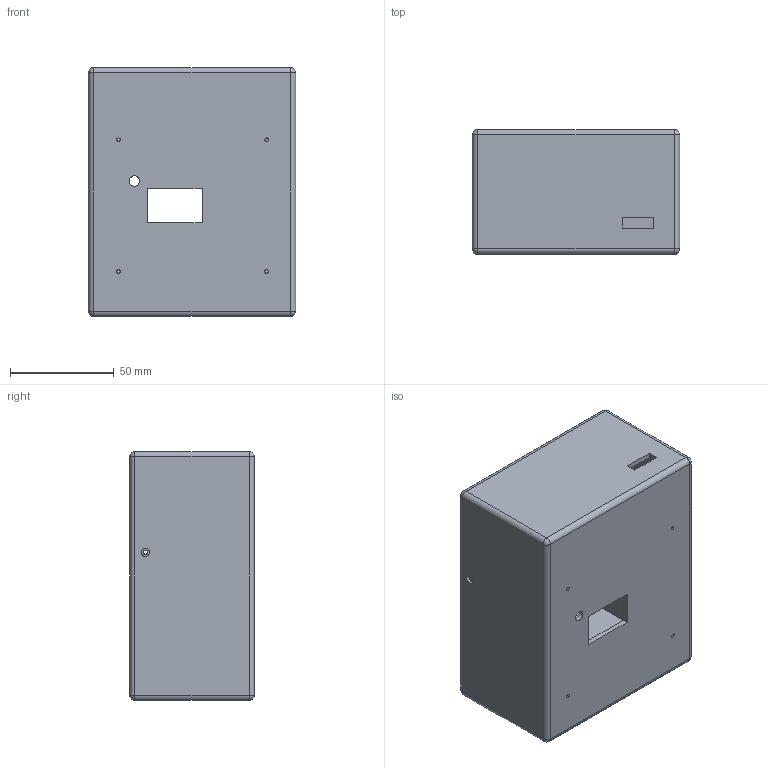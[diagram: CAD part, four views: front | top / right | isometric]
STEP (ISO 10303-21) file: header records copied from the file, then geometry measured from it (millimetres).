
FILE_DESCRIPTION(/* description */ (''),/* implementation_level */ '2;1');
FILE_NAME(/* name */ 'Tilt Timer Shell_V2.step',/* time_stamp */ '2025-12-08T15:50:14-08:00',/* author */ (''),/* organization */ (''),/* preprocessor_version */ 'ST-DEVELOPER v20.1',/* originating_system */ 'Autodesk Translation Framework v14.21.0.0',/* authorisation */ '');
FILE_SCHEMA (('AUTOMOTIVE_DESIGN { 1 0 10303 214 3 1 1 }'));
Length unit declared in the file: millimetre
Products named in the file (1): 2025-11-20-16-45-21-055
Bounding box: 100 x 60 x 120 mm (x, y, z)
Volume: 90422.6 mm3; surface area: 74764.5 mm2
Topology: 3 solids, 3 shells, 81 faces, 155 edges, 94 vertices
Faces by surface type: plane 44, cylinder 29, sphere 8
Full cylindrical faces by diameter (mm): 1.8 x4, 2 x2, 3 x4, 4 x2, 5 x5
Entity records: 2074 total; most frequent: DIRECTION 377, CARTESIAN_POINT 331, ORIENTED_EDGE 310, EDGE_CURVE 155, AXIS2_PLACEMENT_3D 140, EDGE_LOOP 105, LINE 97, VECTOR 97
